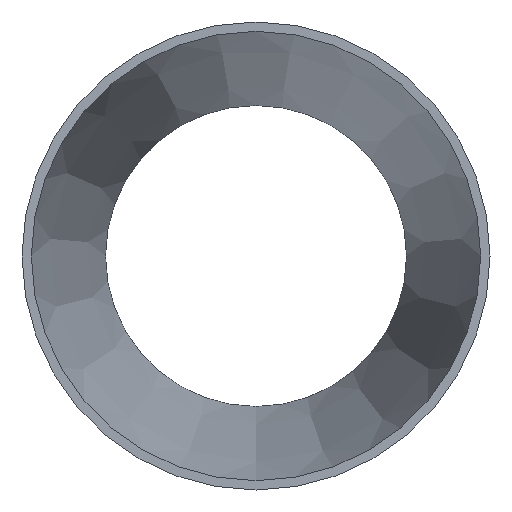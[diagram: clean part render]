
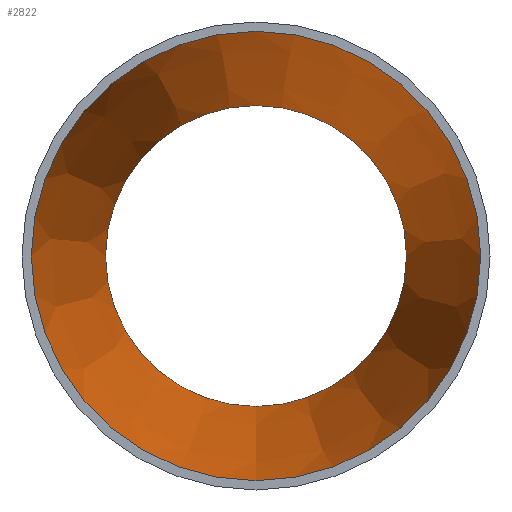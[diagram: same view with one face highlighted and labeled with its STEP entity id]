
A CAD part, front view. The second image highlights one B-rep face of the part: STEP entity #2822.
In plain terms, the highlighted conical face has half-angle 9.09 degrees and reference radius 48.475 mm.
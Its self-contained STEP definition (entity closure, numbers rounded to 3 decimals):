
#839 = ORIENTED_EDGE ( 'NONE', *, *, #16480, .T. ) ;
#954 = CIRCLE ( 'NONE', #11863, 48.475 ) ;
#1680 = CIRCLE ( 'NONE', #11705, 32.475 ) ;
#2790 = VERTEX_POINT ( 'NONE', #8934 ) ;
#2822 = ADVANCED_FACE ( 'NONE', ( #12352, #18676 ), #10234, .F. ) ;
#3201 = CARTESIAN_POINT ( 'NONE',  ( 0., 0., -48.475 ) ) ;
#6357 = EDGE_LOOP ( 'NONE', ( #839 ) ) ;
#7988 = DIRECTION ( 'NONE',  ( 0., 0., -1. ) ) ;
#8934 = CARTESIAN_POINT ( 'NONE',  ( 0., 100., -32.475 ) ) ;
#9878 = EDGE_CURVE ( 'NONE', #2790, #2790, #1680, .T. ) ;
#10234 = CONICAL_SURFACE ( 'NONE', #22084, 48.475, 0.159 ) ;
#10967 = DIRECTION ( 'NONE',  ( 0., 0., -1. ) ) ;
#11705 = AXIS2_PLACEMENT_3D ( 'NONE', #23342, #12480, #10967 ) ;
#11863 = AXIS2_PLACEMENT_3D ( 'NONE', #24698, #12298, #20697 ) ;
#12298 = DIRECTION ( 'NONE',  ( 0., -1., 0. ) ) ;
#12352 = FACE_BOUND ( 'NONE', #21514, .T. ) ;
#12480 = DIRECTION ( 'NONE',  ( 0., -1., 0. ) ) ;
#16067 = CARTESIAN_POINT ( 'NONE',  ( 0., 0., 0. ) ) ;
#16480 = EDGE_CURVE ( 'NONE', #23757, #23757, #954, .T. ) ;
#18676 = FACE_OUTER_BOUND ( 'NONE', #6357, .T. ) ;
#20697 = DIRECTION ( 'NONE',  ( 0., 0., -1. ) ) ;
#21514 = EDGE_LOOP ( 'NONE', ( #24978 ) ) ;
#22084 = AXIS2_PLACEMENT_3D ( 'NONE', #16067, #27077, #7988 ) ;
#23342 = CARTESIAN_POINT ( 'NONE',  ( 0., 100., 0. ) ) ;
#23757 = VERTEX_POINT ( 'NONE', #3201 ) ;
#24698 = CARTESIAN_POINT ( 'NONE',  ( 0., 0., 0. ) ) ;
#24978 = ORIENTED_EDGE ( 'NONE', *, *, #9878, .F. ) ;
#27077 = DIRECTION ( 'NONE',  ( 0., -1., 0. ) ) ;
